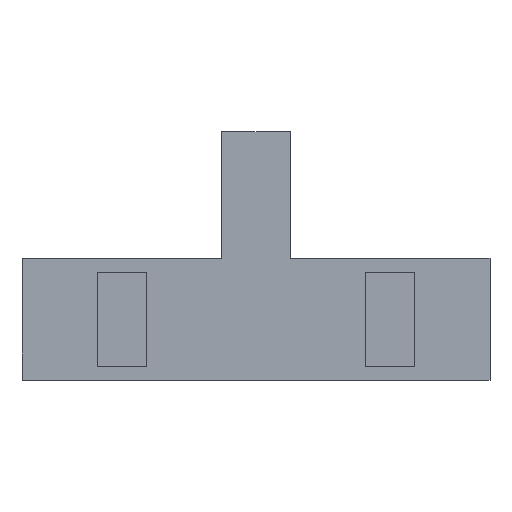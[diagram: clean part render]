
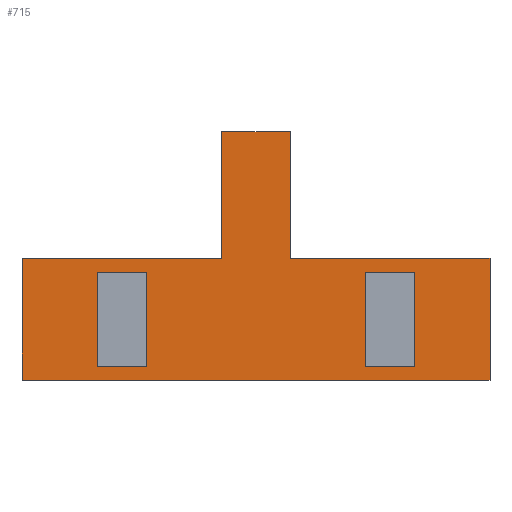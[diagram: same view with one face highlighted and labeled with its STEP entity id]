
A CAD part, top view. The second image highlights one B-rep face of the part: STEP entity #715.
In plain terms, the highlighted planar face has unit normal (0, 0, 1).
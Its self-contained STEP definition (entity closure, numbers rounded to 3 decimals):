
#11 = LINE ( 'NONE', #713, #998 ) ;
#12 = EDGE_CURVE ( 'NONE', #937, #651, #452, .T. ) ;
#25 = VECTOR ( 'NONE', #1093, 1000. ) ;
#27 = CARTESIAN_POINT ( 'NONE',  ( 22.4, -9.6, 10. ) ) ;
#28 = EDGE_CURVE ( 'NONE', #651, #977, #38, .T. ) ;
#31 = ORIENTED_EDGE ( 'NONE', *, *, #510, .F. ) ;
#32 = DIRECTION ( 'NONE',  ( 1., 0., 0. ) ) ;
#34 = FACE_BOUND ( 'NONE', #390, .T. ) ;
#38 = LINE ( 'NONE', #799, #661 ) ;
#65 = CARTESIAN_POINT ( 'NONE',  ( -22.4, -9.6, 10. ) ) ;
#100 = CARTESIAN_POINT ( 'NONE',  ( -7., 38.5, 10. ) ) ;
#102 = DIRECTION ( 'NONE',  ( -1., 0., 0. ) ) ;
#109 = VECTOR ( 'NONE', #236, 1000. ) ;
#112 = ORIENTED_EDGE ( 'NONE', *, *, #192, .F. ) ;
#140 = CARTESIAN_POINT ( 'NONE',  ( 0., 0., 10. ) ) ;
#146 = EDGE_CURVE ( 'NONE', #774, #374, #497, .T. ) ;
#153 = LINE ( 'NONE', #239, #205 ) ;
#161 = LINE ( 'NONE', #1031, #512 ) ;
#163 = ORIENTED_EDGE ( 'NONE', *, *, #202, .F. ) ;
#166 = VECTOR ( 'NONE', #424, 1000. ) ;
#178 = LINE ( 'NONE', #780, #468 ) ;
#184 = EDGE_CURVE ( 'NONE', #374, #364, #443, .T. ) ;
#192 = EDGE_CURVE ( 'NONE', #851, #937, #858, .T. ) ;
#202 = EDGE_CURVE ( 'NONE', #993, #874, #422, .T. ) ;
#205 = VECTOR ( 'NONE', #598, 1000. ) ;
#236 = DIRECTION ( 'NONE',  ( 0., 1., 0. ) ) ;
#238 = DIRECTION ( 'NONE',  ( 0., -1., 0. ) ) ;
#239 = CARTESIAN_POINT ( 'NONE',  ( 0., 38.5, 10. ) ) ;
#246 = DIRECTION ( 'NONE',  ( 0., 1., 0. ) ) ;
#271 = AXIS2_PLACEMENT_3D ( 'NONE', #140, #565, #986 ) ;
#291 = EDGE_CURVE ( 'NONE', #1043, #993, #161, .T. ) ;
#299 = PLANE ( 'NONE',  #271 ) ;
#309 = CARTESIAN_POINT ( 'NONE',  ( 48., -12.5, 10. ) ) ;
#319 = VECTOR ( 'NONE', #1104, 1000. ) ;
#343 = CARTESIAN_POINT ( 'NONE',  ( 0., -12.5, 10. ) ) ;
#347 = DIRECTION ( 'NONE',  ( -1., 0., 0. ) ) ;
#355 = ORIENTED_EDGE ( 'NONE', *, *, #291, .F. ) ;
#359 = DIRECTION ( 'NONE',  ( 0., -1., 0. ) ) ;
#364 = VERTEX_POINT ( 'NONE', #495 ) ;
#368 = EDGE_CURVE ( 'NONE', #1005, #896, #947, .T. ) ;
#374 = VERTEX_POINT ( 'NONE', #1111 ) ;
#379 = CARTESIAN_POINT ( 'NONE',  ( 48., 12.5, 10. ) ) ;
#381 = FACE_BOUND ( 'NONE', #798, .T. ) ;
#390 = EDGE_LOOP ( 'NONE', ( #163, #355, #1102, #908 ) ) ;
#391 = CARTESIAN_POINT ( 'NONE',  ( 0., 12.5, 10. ) ) ;
#392 = CARTESIAN_POINT ( 'NONE',  ( -48., 0., 10. ) ) ;
#394 = EDGE_CURVE ( 'NONE', #429, #977, #841, .T. ) ;
#404 = ORIENTED_EDGE ( 'NONE', *, *, #146, .F. ) ;
#421 = VECTOR ( 'NONE', #964, 1000. ) ;
#422 = LINE ( 'NONE', #853, #697 ) ;
#424 = DIRECTION ( 'NONE',  ( 1., 0., 0. ) ) ;
#429 = VERTEX_POINT ( 'NONE', #752 ) ;
#443 = LINE ( 'NONE', #520, #571 ) ;
#447 = LINE ( 'NONE', #808, #907 ) ;
#452 = LINE ( 'NONE', #391, #25 ) ;
#456 = EDGE_CURVE ( 'NONE', #768, #1043, #602, .T. ) ;
#468 = VECTOR ( 'NONE', #347, 1000. ) ;
#469 = FACE_OUTER_BOUND ( 'NONE', #763, .T. ) ;
#493 = ORIENTED_EDGE ( 'NONE', *, *, #28, .F. ) ;
#495 = CARTESIAN_POINT ( 'NONE',  ( 22.4, 9.6, 10. ) ) ;
#497 = LINE ( 'NONE', #590, #1065 ) ;
#510 = EDGE_CURVE ( 'NONE', #364, #620, #11, .T. ) ;
#512 = VECTOR ( 'NONE', #956, 1000. ) ;
#520 = CARTESIAN_POINT ( 'NONE',  ( 0., 9.6, 10. ) ) ;
#524 = ORIENTED_EDGE ( 'NONE', *, *, #368, .F. ) ;
#555 = VECTOR ( 'NONE', #238, 1000. ) ;
#559 = ORIENTED_EDGE ( 'NONE', *, *, #184, .F. ) ;
#565 = DIRECTION ( 'NONE',  ( 0., 0., 1. ) ) ;
#571 = VECTOR ( 'NONE', #102, 1000. ) ;
#576 = CARTESIAN_POINT ( 'NONE',  ( -48., 12.5, 10. ) ) ;
#582 = CARTESIAN_POINT ( 'NONE',  ( -32.6, -9.6, 10. ) ) ;
#588 = CARTESIAN_POINT ( 'NONE',  ( 0., 12.5, 10. ) ) ;
#590 = CARTESIAN_POINT ( 'NONE',  ( 32.6, 0., 10. ) ) ;
#598 = DIRECTION ( 'NONE',  ( 1., 0., 0. ) ) ;
#602 = LINE ( 'NONE', #770, #555 ) ;
#620 = VERTEX_POINT ( 'NONE', #27 ) ;
#621 = CARTESIAN_POINT ( 'NONE',  ( -22.4, 9.6, 10. ) ) ;
#640 = DIRECTION ( 'NONE',  ( 0., -1., 0. ) ) ;
#651 = VERTEX_POINT ( 'NONE', #379 ) ;
#657 = ORIENTED_EDGE ( 'NONE', *, *, #1038, .F. ) ;
#661 = VECTOR ( 'NONE', #640, 1000. ) ;
#666 = LINE ( 'NONE', #1011, #109 ) ;
#694 = CARTESIAN_POINT ( 'NONE',  ( 32.6, -9.6, 10. ) ) ;
#697 = VECTOR ( 'NONE', #246, 1000. ) ;
#706 = VECTOR ( 'NONE', #1083, 1000. ) ;
#713 = CARTESIAN_POINT ( 'NONE',  ( 22.4, 0., 10. ) ) ;
#715 = ADVANCED_FACE ( 'NONE', ( #34, #381, #469 ), #299, .T. ) ;
#746 = EDGE_CURVE ( 'NONE', #874, #768, #178, .T. ) ;
#747 = DIRECTION ( 'NONE',  ( 0., 1., 0. ) ) ;
#752 = CARTESIAN_POINT ( 'NONE',  ( -48., -12.5, 10. ) ) ;
#763 = EDGE_LOOP ( 'NONE', ( #524, #823, #1080, #493, #1075, #112, #891, #657 ) ) ;
#768 = VERTEX_POINT ( 'NONE', #1037 ) ;
#770 = CARTESIAN_POINT ( 'NONE',  ( -32.6, 0., 10. ) ) ;
#774 = VERTEX_POINT ( 'NONE', #694 ) ;
#780 = CARTESIAN_POINT ( 'NONE',  ( 0., 9.6, 10. ) ) ;
#798 = EDGE_LOOP ( 'NONE', ( #404, #958, #31, #559 ) ) ;
#799 = CARTESIAN_POINT ( 'NONE',  ( 48., 0., 10. ) ) ;
#808 = CARTESIAN_POINT ( 'NONE',  ( 0., -9.6, 10. ) ) ;
#823 = ORIENTED_EDGE ( 'NONE', *, *, #987, .T. ) ;
#834 = VERTEX_POINT ( 'NONE', #100 ) ;
#837 = EDGE_CURVE ( 'NONE', #620, #774, #447, .T. ) ;
#841 = LINE ( 'NONE', #343, #166 ) ;
#851 = VERTEX_POINT ( 'NONE', #960 ) ;
#853 = CARTESIAN_POINT ( 'NONE',  ( -22.4, 0., 10. ) ) ;
#858 = LINE ( 'NONE', #1040, #421 ) ;
#874 = VERTEX_POINT ( 'NONE', #621 ) ;
#891 = ORIENTED_EDGE ( 'NONE', *, *, #1091, .F. ) ;
#896 = VERTEX_POINT ( 'NONE', #898 ) ;
#898 = CARTESIAN_POINT ( 'NONE',  ( -7., 12.5, 10. ) ) ;
#907 = VECTOR ( 'NONE', #32, 1000. ) ;
#908 = ORIENTED_EDGE ( 'NONE', *, *, #746, .F. ) ;
#915 = LINE ( 'NONE', #392, #706 ) ;
#937 = VERTEX_POINT ( 'NONE', #1003 ) ;
#947 = LINE ( 'NONE', #588, #319 ) ;
#956 = DIRECTION ( 'NONE',  ( 1., 0., 0. ) ) ;
#958 = ORIENTED_EDGE ( 'NONE', *, *, #837, .F. ) ;
#960 = CARTESIAN_POINT ( 'NONE',  ( 7., 38.5, 10. ) ) ;
#964 = DIRECTION ( 'NONE',  ( 0., -1., 0. ) ) ;
#977 = VERTEX_POINT ( 'NONE', #309 ) ;
#986 = DIRECTION ( 'NONE',  ( 1., 0., 0. ) ) ;
#987 = EDGE_CURVE ( 'NONE', #1005, #429, #915, .T. ) ;
#993 = VERTEX_POINT ( 'NONE', #65 ) ;
#998 = VECTOR ( 'NONE', #359, 1000. ) ;
#1003 = CARTESIAN_POINT ( 'NONE',  ( 7., 12.5, 10. ) ) ;
#1005 = VERTEX_POINT ( 'NONE', #576 ) ;
#1011 = CARTESIAN_POINT ( 'NONE',  ( -7., 0., 10. ) ) ;
#1031 = CARTESIAN_POINT ( 'NONE',  ( 0., -9.6, 10. ) ) ;
#1037 = CARTESIAN_POINT ( 'NONE',  ( -32.6, 9.6, 10. ) ) ;
#1038 = EDGE_CURVE ( 'NONE', #896, #834, #666, .T. ) ;
#1040 = CARTESIAN_POINT ( 'NONE',  ( 7., 0., 10. ) ) ;
#1043 = VERTEX_POINT ( 'NONE', #582 ) ;
#1065 = VECTOR ( 'NONE', #747, 1000. ) ;
#1075 = ORIENTED_EDGE ( 'NONE', *, *, #12, .F. ) ;
#1080 = ORIENTED_EDGE ( 'NONE', *, *, #394, .T. ) ;
#1083 = DIRECTION ( 'NONE',  ( 0., -1., 0. ) ) ;
#1091 = EDGE_CURVE ( 'NONE', #834, #851, #153, .T. ) ;
#1093 = DIRECTION ( 'NONE',  ( 1., 0., 0. ) ) ;
#1102 = ORIENTED_EDGE ( 'NONE', *, *, #456, .F. ) ;
#1104 = DIRECTION ( 'NONE',  ( 1., 0., 0. ) ) ;
#1111 = CARTESIAN_POINT ( 'NONE',  ( 32.6, 9.6, 10. ) ) ;
